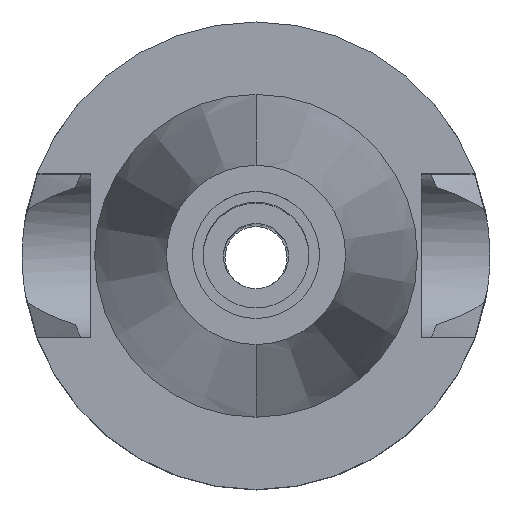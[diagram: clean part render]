
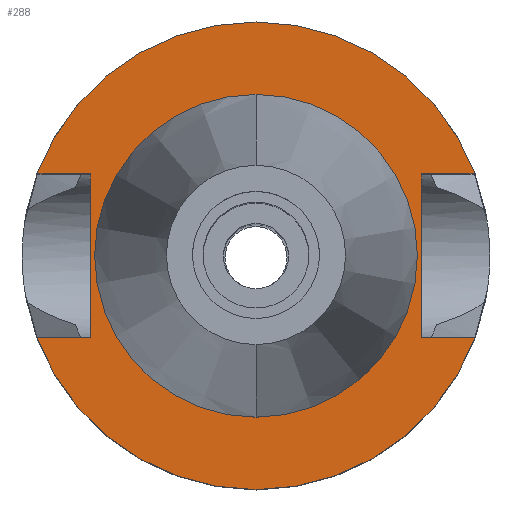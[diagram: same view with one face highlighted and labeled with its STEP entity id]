
A CAD part, top view. The second image highlights one B-rep face of the part: STEP entity #288.
In plain terms, the highlighted planar face has unit normal (0, 0, 1).
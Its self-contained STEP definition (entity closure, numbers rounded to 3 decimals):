
#73 = CARTESIAN_POINT ( 'NONE',  ( 16.3, -8.05, -1. ) ) ;
#185 = LINE ( 'NONE', #1051, #1326 ) ;
#195 = DIRECTION ( 'NONE',  ( 0., 1., 0. ) ) ;
#219 = DIRECTION ( 'NONE',  ( 1., 0., 0. ) ) ;
#223 = DIRECTION ( 'NONE',  ( 0., -1., 0. ) ) ;
#274 = CARTESIAN_POINT ( 'NONE',  ( 0., 0., -1. ) ) ;
#275 = VECTOR ( 'NONE', #219, 1000. ) ;
#286 = CARTESIAN_POINT ( 'NONE',  ( 21.547, -8.05, -1. ) ) ;
#288 = ADVANCED_FACE ( 'NONE', ( #2608, #1935 ), #1748, .F. ) ;
#298 = LINE ( 'NONE', #722, #1669 ) ;
#320 = CARTESIAN_POINT ( 'NONE',  ( 0., 15.875, -1. ) ) ;
#367 = LINE ( 'NONE', #1028, #735 ) ;
#391 = DIRECTION ( 'NONE',  ( -1., 0., 0. ) ) ;
#416 = EDGE_CURVE ( 'NONE', #1493, #731, #367, .T. ) ;
#428 = ORIENTED_EDGE ( 'NONE', *, *, #1698, .F. ) ;
#447 = DIRECTION ( 'NONE',  ( 0., 0., -1. ) ) ;
#552 = AXIS2_PLACEMENT_3D ( 'NONE', #2596, #2381, #576 ) ;
#576 = DIRECTION ( 'NONE',  ( 0., -1., 0. ) ) ;
#622 = EDGE_LOOP ( 'NONE', ( #1284, #900 ) ) ;
#635 = AXIS2_PLACEMENT_3D ( 'NONE', #2505, #447, #223 ) ;
#647 = ORIENTED_EDGE ( 'NONE', *, *, #1468, .T. ) ;
#722 = CARTESIAN_POINT ( 'NONE',  ( -16.3, -8.05, -1. ) ) ;
#731 = VERTEX_POINT ( 'NONE', #73 ) ;
#735 = VECTOR ( 'NONE', #1268, 1000. ) ;
#737 = EDGE_CURVE ( 'NONE', #851, #1009, #1673, .T. ) ;
#799 = ORIENTED_EDGE ( 'NONE', *, *, #737, .F. ) ;
#816 = DIRECTION ( 'NONE',  ( 1., 0., 0. ) ) ;
#821 = AXIS2_PLACEMENT_3D ( 'NONE', #274, #1386, #1253 ) ;
#851 = VERTEX_POINT ( 'NONE', #1907 ) ;
#853 = CARTESIAN_POINT ( 'NONE',  ( 0., 0., -1. ) ) ;
#897 = CARTESIAN_POINT ( 'NONE',  ( 21.547, 8.05, -1. ) ) ;
#900 = ORIENTED_EDGE ( 'NONE', *, *, #2251, .F. ) ;
#979 = DIRECTION ( 'NONE',  ( 0., -1., 0. ) ) ;
#997 = VERTEX_POINT ( 'NONE', #897 ) ;
#1009 = VERTEX_POINT ( 'NONE', #1388 ) ;
#1012 = CIRCLE ( 'NONE', #821, 15.875 ) ;
#1028 = CARTESIAN_POINT ( 'NONE',  ( 16.3, 8.05, -1. ) ) ;
#1051 = CARTESIAN_POINT ( 'NONE',  ( 16.3, 8.05, -1. ) ) ;
#1111 = LINE ( 'NONE', #2400, #2426 ) ;
#1190 = DIRECTION ( 'NONE',  ( -1., 0., 0. ) ) ;
#1201 = EDGE_CURVE ( 'NONE', #1493, #997, #185, .T. ) ;
#1224 = CARTESIAN_POINT ( 'NONE',  ( 16.3, 8.05, -1. ) ) ;
#1253 = DIRECTION ( 'NONE',  ( 0., 1., 0. ) ) ;
#1268 = DIRECTION ( 'NONE',  ( 0., -1., 0. ) ) ;
#1284 = ORIENTED_EDGE ( 'NONE', *, *, #2651, .F. ) ;
#1326 = VECTOR ( 'NONE', #816, 1000. ) ;
#1386 = DIRECTION ( 'NONE',  ( 0., 0., 1. ) ) ;
#1388 = CARTESIAN_POINT ( 'NONE',  ( -16.3, 8.05, -1. ) ) ;
#1393 = EDGE_CURVE ( 'NONE', #2642, #1489, #2569, .T. ) ;
#1419 = ORIENTED_EDGE ( 'NONE', *, *, #1393, .F. ) ;
#1441 = CARTESIAN_POINT ( 'NONE',  ( -21.547, -8.05, -1. ) ) ;
#1468 = EDGE_CURVE ( 'NONE', #851, #1489, #298, .T. ) ;
#1489 = VERTEX_POINT ( 'NONE', #1441 ) ;
#1493 = VERTEX_POINT ( 'NONE', #1224 ) ;
#1535 = AXIS2_PLACEMENT_3D ( 'NONE', #853, #2420, #195 ) ;
#1584 = AXIS2_PLACEMENT_3D ( 'NONE', #1819, #2700, #979 ) ;
#1605 = CARTESIAN_POINT ( 'NONE',  ( -21.547, 8.05, -1. ) ) ;
#1669 = VECTOR ( 'NONE', #1190, 1000. ) ;
#1673 = LINE ( 'NONE', #2577, #2118 ) ;
#1698 = EDGE_CURVE ( 'NONE', #2148, #997, #2842, .T. ) ;
#1718 = EDGE_CURVE ( 'NONE', #731, #2642, #2667, .T. ) ;
#1748 = PLANE ( 'NONE',  #552 ) ;
#1817 = ORIENTED_EDGE ( 'NONE', *, *, #1201, .T. ) ;
#1819 = CARTESIAN_POINT ( 'NONE',  ( 0., 0., -1. ) ) ;
#1907 = CARTESIAN_POINT ( 'NONE',  ( -16.3, -8.05, -1. ) ) ;
#1935 = FACE_BOUND ( 'NONE', #622, .T. ) ;
#1983 = CARTESIAN_POINT ( 'NONE',  ( 16.3, -8.05, -1. ) ) ;
#1991 = EDGE_CURVE ( 'NONE', #1009, #2148, #1111, .T. ) ;
#2001 = ORIENTED_EDGE ( 'NONE', *, *, #1991, .F. ) ;
#2081 = VERTEX_POINT ( 'NONE', #2729 ) ;
#2118 = VECTOR ( 'NONE', #2760, 1000. ) ;
#2148 = VERTEX_POINT ( 'NONE', #1605 ) ;
#2160 = EDGE_LOOP ( 'NONE', ( #647, #1419, #2473, #2715, #1817, #428, #2001, #799 ) ) ;
#2210 = CIRCLE ( 'NONE', #1584, 15.875 ) ;
#2251 = EDGE_CURVE ( 'NONE', #2081, #2258, #2210, .T. ) ;
#2258 = VERTEX_POINT ( 'NONE', #320 ) ;
#2381 = DIRECTION ( 'NONE',  ( 0., 0., -1. ) ) ;
#2400 = CARTESIAN_POINT ( 'NONE',  ( -16.3, 8.05, -1. ) ) ;
#2420 = DIRECTION ( 'NONE',  ( 0., 0., -1. ) ) ;
#2426 = VECTOR ( 'NONE', #391, 1000. ) ;
#2473 = ORIENTED_EDGE ( 'NONE', *, *, #1718, .F. ) ;
#2505 = CARTESIAN_POINT ( 'NONE',  ( 0., 0., -1. ) ) ;
#2569 = CIRCLE ( 'NONE', #635, 23.002 ) ;
#2577 = CARTESIAN_POINT ( 'NONE',  ( -16.3, -8.05, -1. ) ) ;
#2596 = CARTESIAN_POINT ( 'NONE',  ( 0., 0., -1. ) ) ;
#2608 = FACE_OUTER_BOUND ( 'NONE', #2160, .T. ) ;
#2642 = VERTEX_POINT ( 'NONE', #286 ) ;
#2651 = EDGE_CURVE ( 'NONE', #2258, #2081, #1012, .T. ) ;
#2667 = LINE ( 'NONE', #1983, #275 ) ;
#2700 = DIRECTION ( 'NONE',  ( 0., 0., 1. ) ) ;
#2715 = ORIENTED_EDGE ( 'NONE', *, *, #416, .F. ) ;
#2729 = CARTESIAN_POINT ( 'NONE',  ( 0., -15.875, -1. ) ) ;
#2760 = DIRECTION ( 'NONE',  ( 0., 1., 0. ) ) ;
#2842 = CIRCLE ( 'NONE', #1535, 23.002 ) ;
